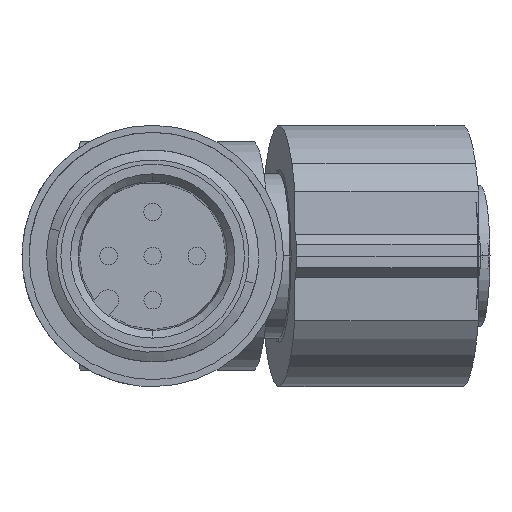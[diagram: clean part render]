
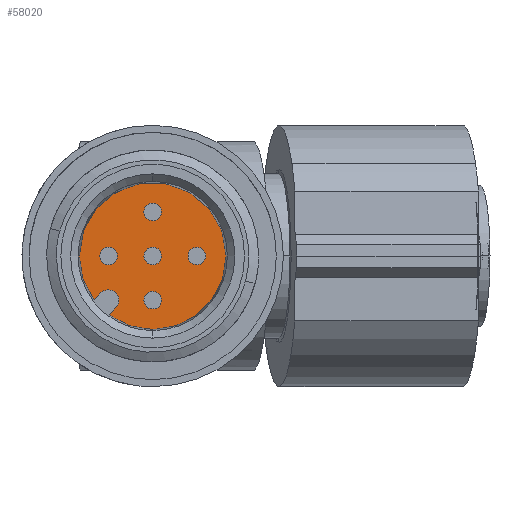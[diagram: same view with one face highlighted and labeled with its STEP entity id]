
A CAD part, left-side view. The second image highlights one B-rep face of the part: STEP entity #58020.
In plain terms, the highlighted face is planar.
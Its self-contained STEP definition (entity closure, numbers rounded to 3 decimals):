
#8360=CARTESIAN_POINT('',(20.819,33.275,221.9));
#8370=VERTEX_POINT('',#8360);
#8550=CARTESIAN_POINT('',(20.111,33.982,221.9));
#8560=VERTEX_POINT('',#8550);
#8590=CARTESIAN_POINT('',(20.465,33.628,221.9));
#8600=DIRECTION('',(0.,0.,1.));
#8610=DIRECTION('',(-0.707,0.707,
0.));
#8620=AXIS2_PLACEMENT_3D('',#8590,#8600,#8610);
#8630=CIRCLE('',#8620,0.5);
#8640=EDGE_CURVE('',#8370,#8560,#8630,.T.);
#55020=CARTESIAN_POINT('',(66.122,34.229,221.9));
#55030=DIRECTION('',(1.,0.,
0.));
#55040=VECTOR('',#55030,1.);
#55050=LINE('',#55020,#55040);
#55060=CARTESIAN_POINT('',(24.015,34.228,221.9));
#55070=VERTEX_POINT('',#55060);
#55080=CARTESIAN_POINT('',(24.571,34.228,221.9));
#55090=VERTEX_POINT('',#55080);
#55100=EDGE_CURVE('',#55070,#55090,#55050,.T.);
#56100=CARTESIAN_POINT('',(64.922,33.029,221.9));
#56110=DIRECTION('',(-1.,0.,
0.));
#56120=VECTOR('',#56110,1.);
#56130=LINE('',#56100,#56120);
#56140=CARTESIAN_POINT('',(24.571,33.028,221.9));
#56150=VERTEX_POINT('',#56140);
#56160=CARTESIAN_POINT('',(24.015,33.028,221.9));
#56170=VERTEX_POINT('',#56160);
#56180=EDGE_CURVE('',#56150,#56170,#56130,.T.);
#56640=CARTESIAN_POINT('',(23.399,30.694,221.9));
#56650=VERTEX_POINT('',#56640);
#56680=CARTESIAN_POINT('',(20.465,33.628,221.9));
#56690=DIRECTION('',(0.,0.,1.));
#56700=DIRECTION('',(-0.707,0.707,
0.));
#56710=AXIS2_PLACEMENT_3D('',#56680,#56690,#56700);
#56720=CIRCLE('',#56710,4.15);
#56730=EDGE_CURVE('',#56650,#56150,#56720,.T.);
#56910=CARTESIAN_POINT('',(24.015,33.628,221.9));
#56920=DIRECTION('',(0.,0.,1.));
#56930=DIRECTION('',(-0.707,0.707,
0.));
#56940=AXIS2_PLACEMENT_3D('',#56910,#56920,#56930);
#56950=CIRCLE('',#56940,0.6);
#56960=CARTESIAN_POINT('',(23.591,34.052,221.9));
#56970=VERTEX_POINT('',#56960);
#56980=EDGE_CURVE('',#56970,#56170,#56950,.T.);
#57180=CARTESIAN_POINT('',(19.263,32.426,221.9));
#57190=DIRECTION('',(0.,0.,1.));
#57200=DIRECTION('',(0.707,0.707,
0.));
#57210=AXIS2_PLACEMENT_3D('',#57180,#57190,#57200);
#57220=PLANE('',#57210);
#57230=CARTESIAN_POINT('',(18.697,31.86,221.9));
#57240=DIRECTION('',(0.,0.,1.));
#57250=DIRECTION('',(-0.707,-0.707,0.));
#57260=AXIS2_PLACEMENT_3D('',#57230,#57240,#57250);
#57270=CIRCLE('',#57260,0.5);
#57280=CARTESIAN_POINT('',(18.344,31.507,221.9));
#57290=VERTEX_POINT('',#57280);
#57300=CARTESIAN_POINT('',(19.051,32.214,221.9));
#57310=VERTEX_POINT('',#57300);
#57320=EDGE_CURVE('',#57290,#57310,#57270,.T.);
#57330=ORIENTED_EDGE('',*,*,#57320,.F.);
#57340=EDGE_CURVE('',#57310,#57290,#57270,.T.);
#57350=ORIENTED_EDGE('',*,*,#57340,.F.);
#57360=EDGE_LOOP('',(#57350,#57330));
#57370=FACE_BOUND('',#57360,.T.);
#57380=CARTESIAN_POINT('',(17.53,36.563,221.9));
#57390=VERTEX_POINT('',#57380);
#57400=EDGE_CURVE('',#57390,#56650,#56720,.T.);
#57410=ORIENTED_EDGE('',*,*,#57400,.T.);
#57420=EDGE_CURVE('',#55090,#57390,#56720,.T.);
#57430=ORIENTED_EDGE('',*,*,#57420,.T.);
#57440=ORIENTED_EDGE('',*,*,#55100,.T.);
#57450=EDGE_CURVE('',#55070,#56970,#56950,.T.);
#57460=ORIENTED_EDGE('',*,*,#57450,.F.);
#57470=ORIENTED_EDGE('',*,*,#56980,.F.);
#57480=ORIENTED_EDGE('',*,*,#56180,.T.);
#57490=ORIENTED_EDGE('',*,*,#56730,.T.);
#57500=EDGE_LOOP('',(#57490,#57480,#57470,#57460,#57440,#57430,#57410));
#57510=FACE_OUTER_BOUND('',#57500,.T.);
#57520=CARTESIAN_POINT('',(22.233,31.86,221.9));
#57530=DIRECTION('',(0.,0.,1.));
#57540=DIRECTION('',(-0.707,-0.707,0.));
#57550=AXIS2_PLACEMENT_3D('',#57520,#57530,#57540);
#57560=CIRCLE('',#57550,0.5);
#57570=CARTESIAN_POINT('',(21.879,31.507,221.9));
#57580=VERTEX_POINT('',#57570);
#57590=CARTESIAN_POINT('',(22.586,32.214,221.9));
#57600=VERTEX_POINT('',#57590);
#57610=EDGE_CURVE('',#57580,#57600,#57560,.T.);
#57620=ORIENTED_EDGE('',*,*,#57610,.F.);
#57630=EDGE_CURVE('',#57600,#57580,#57560,.T.);
#57640=ORIENTED_EDGE('',*,*,#57630,.F.);
#57650=EDGE_LOOP('',(#57640,#57620));
#57660=FACE_BOUND('',#57650,.T.);
#57670=CARTESIAN_POINT('',(18.697,35.396,221.9));
#57680=DIRECTION('',(0.,0.,1.));
#57690=DIRECTION('',(-0.707,-0.707,0.));
#57700=AXIS2_PLACEMENT_3D('',#57670,#57680,#57690);
#57710=CIRCLE('',#57700,0.5);
#57720=CARTESIAN_POINT('',(18.344,35.042,221.9));
#57730=VERTEX_POINT('',#57720);
#57740=CARTESIAN_POINT('',(19.051,35.749,221.9));
#57750=VERTEX_POINT('',#57740);
#57760=EDGE_CURVE('',#57730,#57750,#57710,.T.);
#57770=ORIENTED_EDGE('',*,*,#57760,.F.);
#57780=EDGE_CURVE('',#57750,#57730,#57710,.T.);
#57790=ORIENTED_EDGE('',*,*,#57780,.F.);
#57800=EDGE_LOOP('',(#57790,#57770));
#57810=FACE_BOUND('',#57800,.T.);
#57820=CARTESIAN_POINT('',(22.233,35.396,221.9));
#57830=DIRECTION('',(0.,0.,1.));
#57840=DIRECTION('',(-0.707,0.707,
0.));
#57850=AXIS2_PLACEMENT_3D('',#57820,#57830,#57840);
#57860=CIRCLE('',#57850,0.5);
#57870=CARTESIAN_POINT('',(21.879,35.749,221.9));
#57880=VERTEX_POINT('',#57870);
#57890=CARTESIAN_POINT('',(22.586,35.042,221.9));
#57900=VERTEX_POINT('',#57890);
#57910=EDGE_CURVE('',#57880,#57900,#57860,.T.);
#57920=ORIENTED_EDGE('',*,*,#57910,.F.);
#57930=EDGE_CURVE('',#57900,#57880,#57860,.T.);
#57940=ORIENTED_EDGE('',*,*,#57930,.F.);
#57950=EDGE_LOOP('',(#57940,#57920));
#57960=FACE_BOUND('',#57950,.T.);
#57970=EDGE_CURVE('',#8560,#8370,#8630,.T.);
#57980=ORIENTED_EDGE('',*,*,#57970,.F.);
#57990=ORIENTED_EDGE('',*,*,#8640,.F.);
#58000=EDGE_LOOP('',(#57990,#57980));
#58010=FACE_BOUND('',#58000,.T.);
#58020=ADVANCED_FACE('',(#57370,#57510,#57660,#57810,#57960,#58010),
#57220,.T.);
